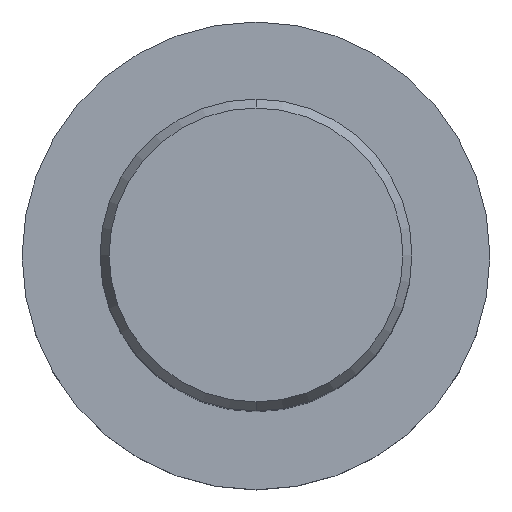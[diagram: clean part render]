
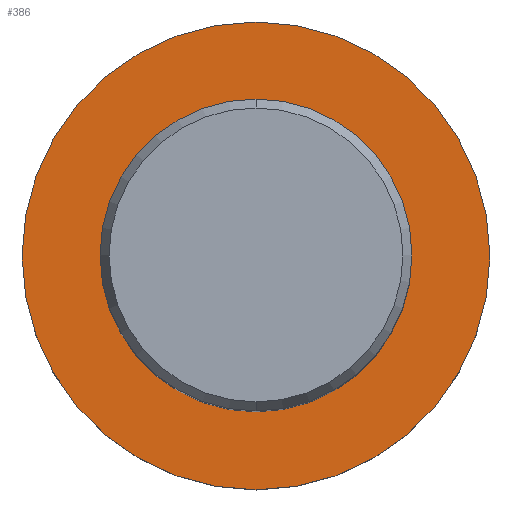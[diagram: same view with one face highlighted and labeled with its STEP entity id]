
A CAD part, top view. The second image highlights one B-rep face of the part: STEP entity #386.
In plain terms, the highlighted planar face has unit normal (0, 0, 1).
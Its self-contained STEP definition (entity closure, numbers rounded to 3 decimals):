
#230=VERTEX_POINT('',#598);
#240=VERTEX_POINT('',#609);
#340=VERTEX_POINT('',#721);
#366=VERTEX_POINT('',#751);
#372=EDGE_CURVE('',#230,#340,#758,.T.);
#386=ADVANCED_FACE('',(#774,#775),#776,.T.);
#398=EDGE_CURVE('',#366,#240,#788,.T.);
#426=EDGE_CURVE('',#240,#366,#816,.T.);
#532=EDGE_CURVE('',#340,#230,#930,.T.);
#598=CARTESIAN_POINT('',(0.,-20.0,-70.0));
#609=CARTESIAN_POINT('',(0.,-30.0,-70.0));
#721=CARTESIAN_POINT('',(0.0,20.0,-70.0));
#751=CARTESIAN_POINT('',(0.0,30.0,-70.0));
#758=CIRCLE('',#1274,20.0);
#774=FACE_BOUND('',#1305,.T.);
#775=FACE_OUTER_BOUND('',#1306,.T.);
#776=PLANE('',#1307);
#788=CIRCLE('',#1349,30.0);
#816=CIRCLE('',#1394,30.0);
#930=CIRCLE('',#1706,20.0);
#1274=AXIS2_PLACEMENT_3D('',#1979,#1980,#1981);
#1305=EDGE_LOOP('',(#2012,#2013));
#1306=EDGE_LOOP('',(#2014,#2015));
#1307=AXIS2_PLACEMENT_3D('',#2016,#2017,#2018);
#1349=AXIS2_PLACEMENT_3D('',#2025,#2026,#2027);
#1394=AXIS2_PLACEMENT_3D('',#2041,#2042,#2043);
#1706=AXIS2_PLACEMENT_3D('',#2155,#2156,#2157);
#1979=CARTESIAN_POINT('',(0.0,0.0,-70.0));
#1980=DIRECTION('',(-0.0,0.0,-1.0));
#1981=DIRECTION('',(0.0,1.0,0.0));
#2012=ORIENTED_EDGE('',*,*,#532,.T.);
#2013=ORIENTED_EDGE('',*,*,#372,.T.);
#2014=ORIENTED_EDGE('',*,*,#398,.F.);
#2015=ORIENTED_EDGE('',*,*,#426,.F.);
#2016=CARTESIAN_POINT('',(0.0,15.0,-70.0));
#2017=DIRECTION('',(-0.0,0.0,1.0));
#2018=DIRECTION('',(0.0,-1.0,0.0));
#2025=CARTESIAN_POINT('',(0.0,0.0,-70.0));
#2026=DIRECTION('',(0.0,0.0,-1.0));
#2027=DIRECTION('',(0.0,1.0,0.0));
#2041=CARTESIAN_POINT('',(0.0,0.0,-70.0));
#2042=DIRECTION('',(0.0,0.0,-1.0));
#2043=DIRECTION('',(0.0,1.0,0.0));
#2155=CARTESIAN_POINT('',(0.0,0.0,-70.0));
#2156=DIRECTION('',(-0.0,0.0,-1.0));
#2157=DIRECTION('',(0.0,1.0,0.0));
